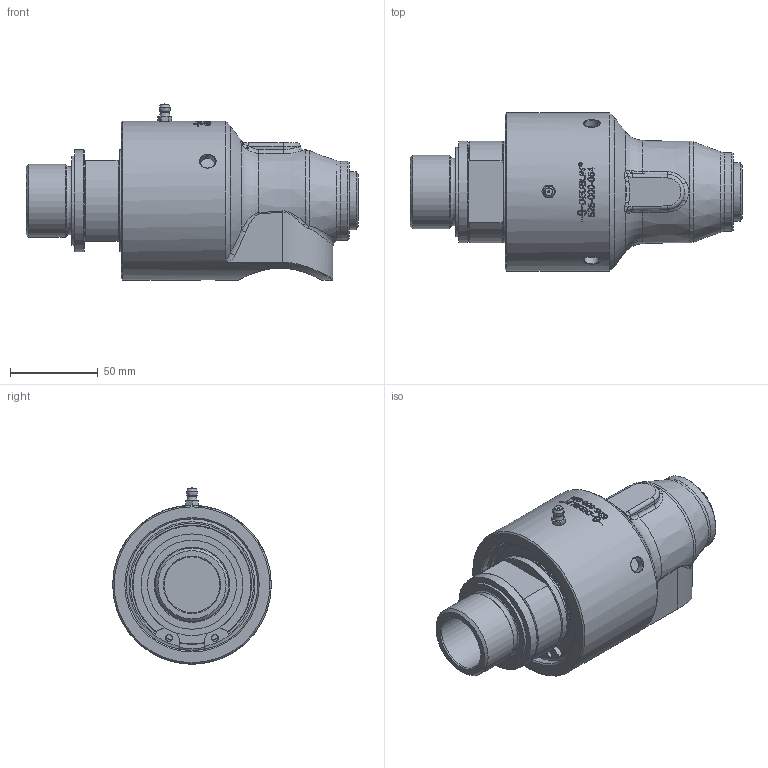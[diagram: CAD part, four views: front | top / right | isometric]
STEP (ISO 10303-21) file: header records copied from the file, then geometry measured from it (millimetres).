
FILE_DESCRIPTION(/* description */ (''),/* implementation_level */ '2;1');
FILE_NAME(/* name */ '525-000-054-IC.stp',/* time_stamp */ '2020-05-13T13:37:51-05:00',/* author */ ('GALINDOLM'),/* organization */ (''),/* preprocessor_version */ 'ST-DEVELOPER v18',/* originating_system */ 'Autodesk Inventor 2020',/* authorisation */ '');
FILE_SCHEMA (('AUTOMOTIVE_DESIGN { 1 0 10303 214 3 1 1 }'));
Length unit declared in the file: millimetre
Products named in the file (1): 525-000-054-IC
Bounding box: 189.41 x 90.5 x 100.49 mm (x, y, z)
Volume: 601524.4 mm3; surface area: 75727.9 mm2
Topology: 1 solids, 4 shells, 531 faces, 1420 edges, 940 vertices
Faces by surface type: plane 249, bspline 153, cylinder 81, cone 27, torus 19, sphere 2
Full cylindrical faces by diameter (mm): 3 x2, 3.72 x2, 8.6 x3, 31.8 x1, 38.1 x1, 41.91 x1, 42.9 x1, 45 x1, 47.6 x1, 50.1 x1, 50.8 x1, 55.4 x1, 58 x2, 67.4 x1, 67.8 x1, 75 x1, 75.08 x1, 80.8 x1, 90.5 x1
Entity records: 22653 total; most frequent: CARTESIAN_POINT 9672, ORIENTED_EDGE 2834, DIRECTION 2411, EDGE_CURVE 1417, AXIS2_PLACEMENT_3D 967, VERTEX_POINT 940, EDGE_LOOP 587, FACE_OUTER_BOUND 531
